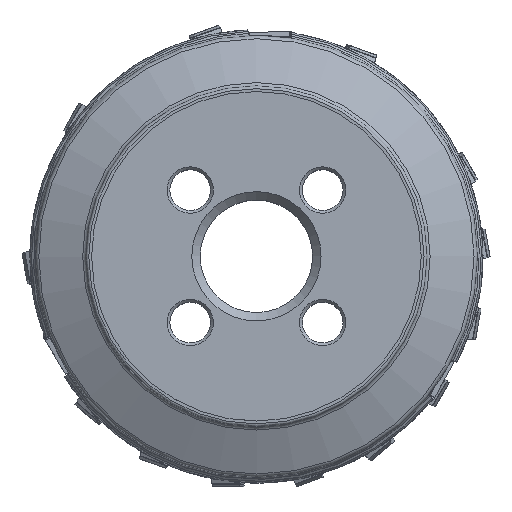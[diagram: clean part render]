
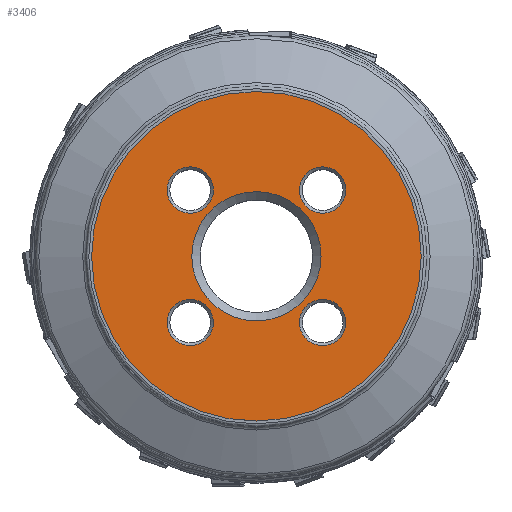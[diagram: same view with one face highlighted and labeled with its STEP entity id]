
A CAD part, top view. The second image highlights one B-rep face of the part: STEP entity #3406.
In plain terms, the highlighted planar face has unit normal (0, 0, 1).
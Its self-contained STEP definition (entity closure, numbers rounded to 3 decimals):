
#1961=FACE_BOUND('',#7010,.T.);
#1962=FACE_BOUND('',#7011,.T.);
#1963=FACE_BOUND('',#7012,.T.);
#1964=FACE_BOUND('',#7013,.T.);
#1965=FACE_BOUND('',#7014,.T.);
#1966=FACE_BOUND('',#7015,.T.);
#3406=ADVANCED_FACE('CU_BACK_F001',(#1961,#1962,#1963,#1964,#1965,#1966),
#4864,.T.);
#4864=PLANE('',#28084);
#7010=EDGE_LOOP('',(#10357));
#7011=EDGE_LOOP('',(#10358));
#7012=EDGE_LOOP('',(#10359));
#7013=EDGE_LOOP('',(#10360));
#7014=EDGE_LOOP('',(#10361));
#7015=EDGE_LOOP('',(#10362));
#8850=CIRCLE('',#28078,8.25);
#8851=CIRCLE('',#28079,8.25);
#8852=CIRCLE('',#28080,8.25);
#8853=CIRCLE('',#28081,8.25);
#8854=CIRCLE('',#28082,58.665);
#8855=CIRCLE('',#28083,23.006);
#10357=ORIENTED_EDGE('',*,*,#20718,.T.);
#10358=ORIENTED_EDGE('',*,*,#20719,.T.);
#10359=ORIENTED_EDGE('',*,*,#20720,.T.);
#10360=ORIENTED_EDGE('',*,*,#20721,.T.);
#10361=ORIENTED_EDGE('',*,*,#20722,.F.);
#10362=ORIENTED_EDGE('',*,*,#20723,.T.);
#17977=VERTEX_POINT('',#42133);
#17978=VERTEX_POINT('',#42135);
#17979=VERTEX_POINT('',#42137);
#17980=VERTEX_POINT('',#42139);
#17981=VERTEX_POINT('',#42141);
#17982=VERTEX_POINT('',#42143);
#20718=EDGE_CURVE('',#17977,#17977,#8850,.T.);
#20719=EDGE_CURVE('',#17978,#17978,#8851,.T.);
#20720=EDGE_CURVE('',#17979,#17979,#8852,.T.);
#20721=EDGE_CURVE('',#17980,#17980,#8853,.T.);
#20722=EDGE_CURVE('',#17981,#17981,#8854,.T.);
#20723=EDGE_CURVE('',#17982,#17982,#8855,.T.);
#28078=AXIS2_PLACEMENT_3D('',#42132,#31802,#31803);
#28079=AXIS2_PLACEMENT_3D('',#42134,#31804,#31805);
#28080=AXIS2_PLACEMENT_3D('',#42136,#31806,#31807);
#28081=AXIS2_PLACEMENT_3D('',#42138,#31808,#31809);
#28082=AXIS2_PLACEMENT_3D('',#42140,#31810,#31811);
#28083=AXIS2_PLACEMENT_3D('',#42142,#31812,#31813);
#28084=AXIS2_PLACEMENT_3D('',#42144,#31814,#31815);
#31802=DIRECTION('',(0.,0.,-1.));
#31803=DIRECTION('',(-0.175,0.985,0.));
#31804=DIRECTION('',(0.,0.,-1.));
#31805=DIRECTION('',(-0.175,0.985,0.));
#31806=DIRECTION('',(0.,0.,-1.));
#31807=DIRECTION('',(-0.175,0.985,0.));
#31808=DIRECTION('',(0.,0.,-1.));
#31809=DIRECTION('',(-0.175,0.985,0.));
#31810=DIRECTION('',(0.,0.,-1.));
#31811=DIRECTION('',(-0.175,0.985,0.));
#31812=DIRECTION('',(0.,0.,-1.));
#31813=DIRECTION('',(-0.175,0.985,0.));
#31814=DIRECTION('',(0.,0.,1.));
#31815=DIRECTION('',(-0.175,0.985,0.));
#42132=CARTESIAN_POINT('',(-23.582,-23.582,0.));
#42133=CARTESIAN_POINT('',(-25.023,-15.459,0.));
#42134=CARTESIAN_POINT('',(-23.582,23.582,0.));
#42135=CARTESIAN_POINT('',(-25.023,31.705,0.));
#42136=CARTESIAN_POINT('',(23.582,23.582,0.));
#42137=CARTESIAN_POINT('',(22.141,31.705,0.));
#42138=CARTESIAN_POINT('',(23.582,-23.582,0.));
#42139=CARTESIAN_POINT('',(22.141,-15.459,0.));
#42140=CARTESIAN_POINT('',(0.,0.,
0.));
#42141=CARTESIAN_POINT('',(-10.248,57.763,0.));
#42142=CARTESIAN_POINT('',(0.,0.,
0.));
#42143=CARTESIAN_POINT('',(-4.019,22.653,0.));
#42144=CARTESIAN_POINT('',(-23.006,0.,0.));
